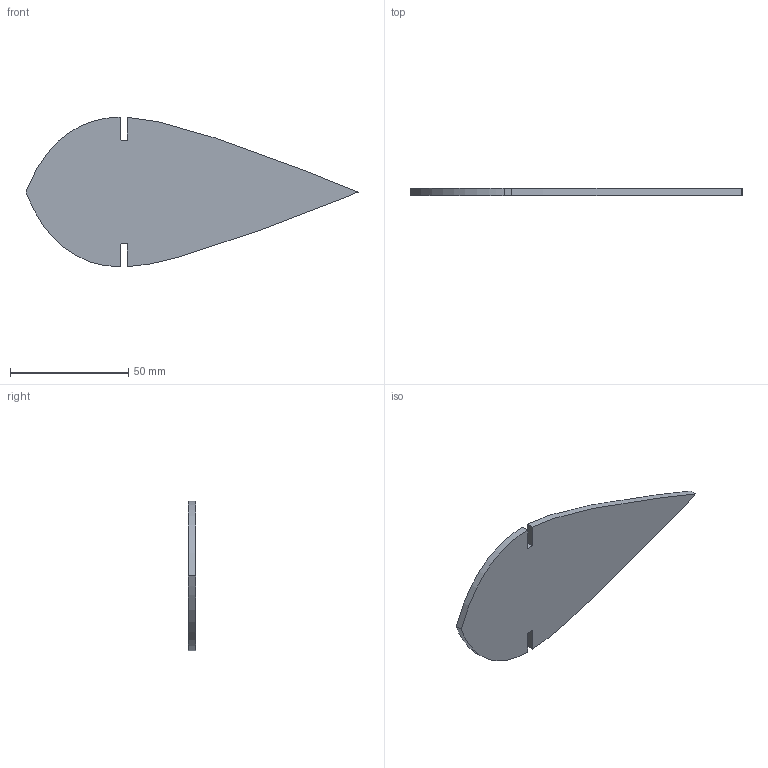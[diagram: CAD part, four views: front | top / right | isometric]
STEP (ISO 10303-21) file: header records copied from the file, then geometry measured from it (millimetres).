
FILE_DESCRIPTION(/* description */ (''),/* implementation_level */ '2;1');
FILE_NAME(/* name */ 'leaf.stp',/* time_stamp */ '2020-05-13T23:25:22+03:00',/* author */ ('dshur'),/* organization */ (''),/* preprocessor_version */ 'ST-DEVELOPER v17',/* originating_system */ 'Autodesk Inventor 2019',/* authorisation */ '');
FILE_SCHEMA (('CONFIG_CONTROL_DESIGN'));
Length unit declared in the file: inch
Products named in the file (1): leaves
Bounding box: 140.17 x 3 x 63.18 mm (x, y, z)
Volume: 16383.1 mm3; surface area: 11998.3 mm2
Topology: 1 solids, 1 shells, 13 faces, 179 edges, 314 vertices
Faces by surface type: plane 8, bspline 4, cylinder 1
Entity records: 1574 total; most frequent: CARTESIAN_POINT 857, STYLED_ITEM 109, TRIMMED_CURVE 86, B_SPLINE_CURVE_WITH_KNOTS 85, ORIENTED_EDGE 66, DIRECTION 65, POLYLINE 60, EDGE_CURVE 33
